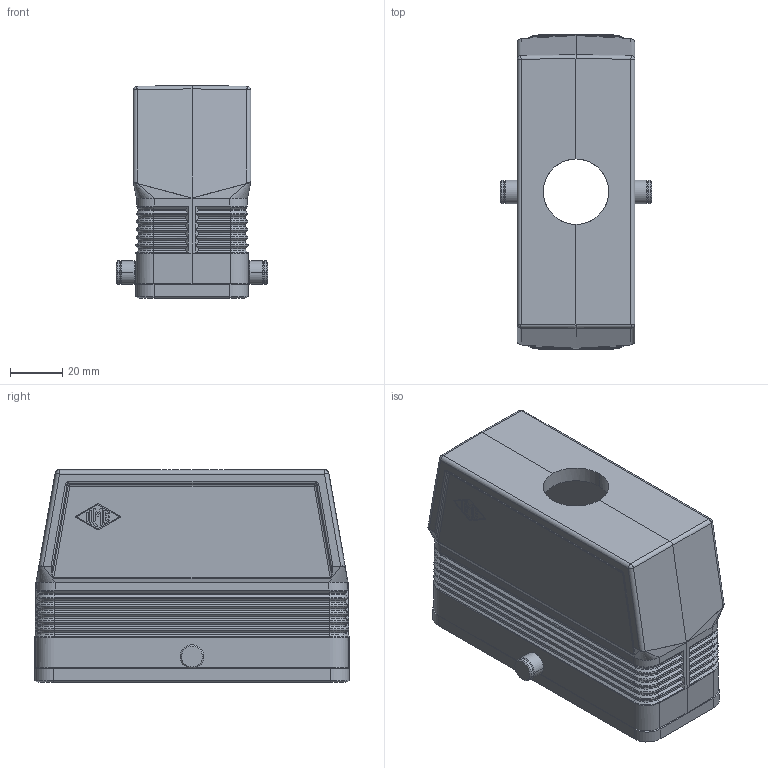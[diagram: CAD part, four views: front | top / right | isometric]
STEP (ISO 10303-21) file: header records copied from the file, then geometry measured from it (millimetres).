
FILE_DESCRIPTION(('Creo Elements/Direct Modeling STEP Export'),'2;1');
FILE_NAME('0ln7uvk4pm7qr6l5848','2019-03-12T15:43:25',(''),(''),'PTC Creo Elements/Direct Modeling STEP processor for AP214 (Solid Model)','PTC Creo Elements/Direct Modeling 19.0E 27-Jun-2016 (C) Parametric Technology GmbH','');
FILE_SCHEMA(('AUTOMOTIVE_DESIGN { 1 0 10303 214 1 1 1 1 }'));
Length unit declared in the file: millimetre
Products named in the file (2): MFV_24_GYC25
Assembly tree (1 placements, depth 2):
  MFV_24_GYC25
    MFV_24_GYC25
Bounding box: 58 x 120 x 81.25 mm (x, y, z)
Volume: 126124.8 mm3; surface area: 58927.7 mm2
Topology: 1 solids, 1 shells, 573 faces, 1372 edges, 814 vertices
Faces by surface type: plane 223, cylinder 182, cone 60, torus 52, bspline 48, sphere 8
Entity records: 26098 total; most frequent: CARTESIAN_POINT 13274, ORIENTED_EDGE 2728, DIRECTION 2508, EDGE_CURVE 1364, AXIS2_PLACEMENT_3D 911, VERTEX_POINT 814, VECTOR 686, LINE 686
